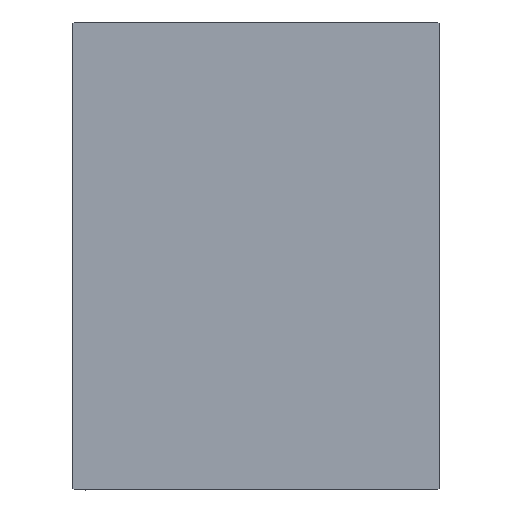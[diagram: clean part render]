
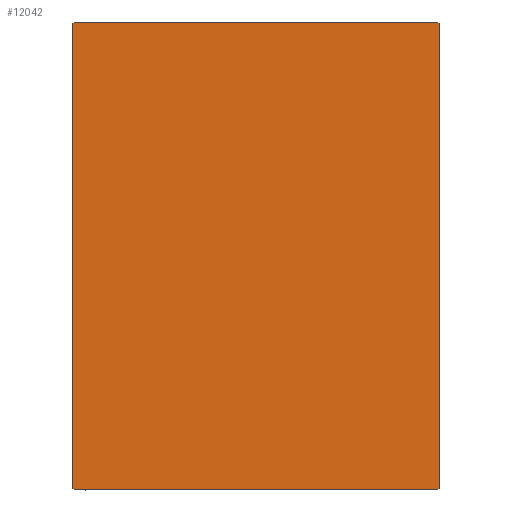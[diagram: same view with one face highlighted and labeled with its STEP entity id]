
A CAD part, left-side view. The second image highlights one B-rep face of the part: STEP entity #12042.
In plain terms, the highlighted face is planar.
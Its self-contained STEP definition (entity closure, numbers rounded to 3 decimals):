
#317 = CARTESIAN_POINT ( 'NONE',  ( 238., 0., 0. ) ) ;
#385 = CARTESIAN_POINT ( 'NONE',  ( 238., -44.7, 57.5 ) ) ;
#796 = LINE ( 'NONE', #32671, #24155 ) ;
#2198 = DIRECTION ( 'NONE',  ( 0., 0.707, -0.707 ) ) ;
#3859 = ORIENTED_EDGE ( 'NONE', *, *, #46473, .T. ) ;
#4328 = DIRECTION ( 'NONE',  ( 0., 0., -1. ) ) ;
#4351 = VERTEX_POINT ( 'NONE', #385 ) ;
#4653 = CARTESIAN_POINT ( 'NONE',  ( 238., -51.1, 51.1 ) ) ;
#5056 = CARTESIAN_POINT ( 'NONE',  ( 238., -45., -57.2 ) ) ;
#5231 = DIRECTION ( 'NONE',  ( 0., 0., 1. ) ) ;
#6687 = EDGE_CURVE ( 'NONE', #16158, #29297, #25000, .T. ) ;
#7263 = ORIENTED_EDGE ( 'NONE', *, *, #28104, .T. ) ;
#7269 = LINE ( 'NONE', #13874, #34605 ) ;
#11830 = EDGE_CURVE ( 'NONE', #22475, #16158, #39036, .T. ) ;
#12042 = ADVANCED_FACE ( 'NONE', ( #22278 ), #43041, .T. ) ;
#12217 = ORIENTED_EDGE ( 'NONE', *, *, #13457, .T. ) ;
#13457 = EDGE_CURVE ( 'NONE', #36924, #28778, #796, .T. ) ;
#13874 = CARTESIAN_POINT ( 'NONE',  ( 238., 45., 57.5 ) ) ;
#14012 = DIRECTION ( 'NONE',  ( 0., 1., 0. ) ) ;
#14201 = CARTESIAN_POINT ( 'NONE',  ( 238., 44.7, 57.5 ) ) ;
#15286 = LINE ( 'NONE', #34551, #37910 ) ;
#16158 = VERTEX_POINT ( 'NONE', #43389 ) ;
#18681 = ORIENTED_EDGE ( 'NONE', *, *, #37967, .T. ) ;
#19053 = DIRECTION ( 'NONE',  ( 0., -0.707, -0.707 ) ) ;
#20766 = DIRECTION ( 'NONE',  ( 0., 0.707, 0.707 ) ) ;
#21286 = EDGE_CURVE ( 'NONE', #28778, #22475, #15286, .T. ) ;
#22148 = VECTOR ( 'NONE', #19053, 1000. ) ;
#22278 = FACE_OUTER_BOUND ( 'NONE', #33351, .T. ) ;
#22475 = VERTEX_POINT ( 'NONE', #23353 ) ;
#23160 = LINE ( 'NONE', #37572, #24559 ) ;
#23353 = CARTESIAN_POINT ( 'NONE',  ( 238., -44.7, -57.5 ) ) ;
#24155 = VECTOR ( 'NONE', #29595, 1000. ) ;
#24559 = VECTOR ( 'NONE', #5231, 1000. ) ;
#24838 = AXIS2_PLACEMENT_3D ( 'NONE', #317, #43272, #4328 ) ;
#25000 = LINE ( 'NONE', #43400, #30742 ) ;
#25434 = DIRECTION ( 'NONE',  ( 0., -1., 0. ) ) ;
#27474 = ORIENTED_EDGE ( 'NONE', *, *, #11830, .T. ) ;
#27951 = ORIENTED_EDGE ( 'NONE', *, *, #28855, .T. ) ;
#28104 = EDGE_CURVE ( 'NONE', #4351, #36924, #37004, .T. ) ;
#28196 = ORIENTED_EDGE ( 'NONE', *, *, #6687, .T. ) ;
#28619 = CARTESIAN_POINT ( 'NONE',  ( 238., 51.1, 51.1 ) ) ;
#28778 = VERTEX_POINT ( 'NONE', #5056 ) ;
#28855 = EDGE_CURVE ( 'NONE', #44210, #31509, #39007, .T. ) ;
#29297 = VERTEX_POINT ( 'NONE', #44756 ) ;
#29595 = DIRECTION ( 'NONE',  ( 0., 0., -1. ) ) ;
#30742 = VECTOR ( 'NONE', #20766, 1000. ) ;
#31509 = VERTEX_POINT ( 'NONE', #14201 ) ;
#32671 = CARTESIAN_POINT ( 'NONE',  ( 238., -45., 57.5 ) ) ;
#33351 = EDGE_LOOP ( 'NONE', ( #27474, #28196, #18681, #27951, #3859, #7263, #12217, #34892 ) ) ;
#34551 = CARTESIAN_POINT ( 'NONE',  ( 238., -51.1, -51.1 ) ) ;
#34605 = VECTOR ( 'NONE', #25434, 1000. ) ;
#34892 = ORIENTED_EDGE ( 'NONE', *, *, #21286, .T. ) ;
#35033 = CARTESIAN_POINT ( 'NONE',  ( 238., -45., -57.5 ) ) ;
#36924 = VERTEX_POINT ( 'NONE', #41021 ) ;
#37004 = LINE ( 'NONE', #4653, #22148 ) ;
#37572 = CARTESIAN_POINT ( 'NONE',  ( 238., 45., -57.5 ) ) ;
#37910 = VECTOR ( 'NONE', #2198, 1000. ) ;
#37967 = EDGE_CURVE ( 'NONE', #29297, #44210, #23160, .T. ) ;
#38499 = CARTESIAN_POINT ( 'NONE',  ( 238., 45., 57.2 ) ) ;
#39007 = LINE ( 'NONE', #28619, #43228 ) ;
#39036 = LINE ( 'NONE', #35033, #46697 ) ;
#41021 = CARTESIAN_POINT ( 'NONE',  ( 238., -45., 57.2 ) ) ;
#43041 = PLANE ( 'NONE',  #24838 ) ;
#43228 = VECTOR ( 'NONE', #46075, 1000. ) ;
#43272 = DIRECTION ( 'NONE',  ( 1., 0., 0. ) ) ;
#43389 = CARTESIAN_POINT ( 'NONE',  ( 238., 44.7, -57.5 ) ) ;
#43400 = CARTESIAN_POINT ( 'NONE',  ( 238., 51.1, -51.1 ) ) ;
#44210 = VERTEX_POINT ( 'NONE', #38499 ) ;
#44756 = CARTESIAN_POINT ( 'NONE',  ( 238., 45., -57.2 ) ) ;
#46075 = DIRECTION ( 'NONE',  ( 0., -0.707, 0.707 ) ) ;
#46473 = EDGE_CURVE ( 'NONE', #31509, #4351, #7269, .T. ) ;
#46697 = VECTOR ( 'NONE', #14012, 1000. ) ;
